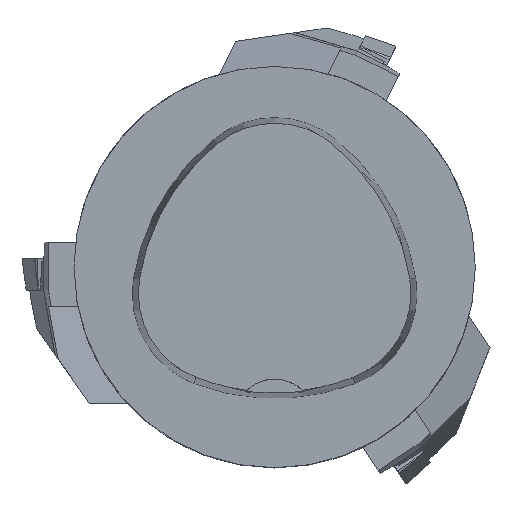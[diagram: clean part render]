
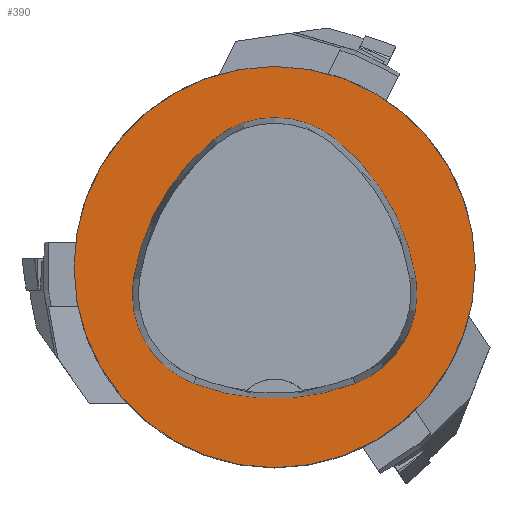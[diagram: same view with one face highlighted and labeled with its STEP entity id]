
A CAD part, top view. The second image highlights one B-rep face of the part: STEP entity #390.
In plain terms, the highlighted planar face has unit normal (0, 0, 1).
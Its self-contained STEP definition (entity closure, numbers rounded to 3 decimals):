
#178=PLANE('',#2269);
#390=ADVANCED_FACE('',(#578,#579),#178,.T.);
#510=CIRCLE('',#2241,25.);
#511=CIRCLE('',#2247,28.);
#513=CIRCLE('',#2250,12.);
#515=CIRCLE('',#2253,28.);
#517=CIRCLE('',#2256,12.);
#521=CIRCLE('',#2261,28.);
#523=CIRCLE('',#2264,12.);
#578=FACE_BOUND('',#625,.T.);
#579=FACE_BOUND('',#626,.T.);
#625=EDGE_LOOP('',(#829,#830,#831,#832,#833,#834));
#626=EDGE_LOOP('',(#835));
#829=ORIENTED_EDGE('',*,*,#1537,.T.);
#830=ORIENTED_EDGE('',*,*,#1517,.T.);
#831=ORIENTED_EDGE('',*,*,#1521,.T.);
#832=ORIENTED_EDGE('',*,*,#1524,.T.);
#833=ORIENTED_EDGE('',*,*,#1527,.T.);
#834=ORIENTED_EDGE('',*,*,#1535,.T.);
#835=ORIENTED_EDGE('',*,*,#1508,.F.);
#1324=VERTEX_POINT('',#3088);
#1333=VERTEX_POINT('',#3107);
#1334=VERTEX_POINT('',#3108);
#1337=VERTEX_POINT('',#3116);
#1339=VERTEX_POINT('',#3122);
#1341=VERTEX_POINT('',#3128);
#1348=VERTEX_POINT('',#3149);
#1508=EDGE_CURVE('',#1324,#1324,#510,.T.);
#1517=EDGE_CURVE('',#1333,#1334,#511,.T.);
#1521=EDGE_CURVE('',#1334,#1337,#513,.T.);
#1524=EDGE_CURVE('',#1337,#1339,#515,.T.);
#1527=EDGE_CURVE('',#1339,#1341,#517,.T.);
#1535=EDGE_CURVE('',#1341,#1348,#521,.T.);
#1537=EDGE_CURVE('',#1348,#1333,#523,.T.);
#2241=AXIS2_PLACEMENT_3D('',#3087,#2477,#2478);
#2247=AXIS2_PLACEMENT_3D('',#3106,#2493,#2494);
#2250=AXIS2_PLACEMENT_3D('',#3115,#2501,#2502);
#2253=AXIS2_PLACEMENT_3D('',#3121,#2508,#2509);
#2256=AXIS2_PLACEMENT_3D('',#3127,#2515,#2516);
#2261=AXIS2_PLACEMENT_3D('',#3150,#2527,#2528);
#2264=AXIS2_PLACEMENT_3D('',#3153,#2533,#2534);
#2269=AXIS2_PLACEMENT_3D('',#3158,#2543,#2544);
#2477=DIRECTION('',(0.,0.,-1.));
#2478=DIRECTION('',(-1.,0.,0.));
#2493=DIRECTION('',(0.,0.,-1.));
#2494=DIRECTION('',(-1.,0.,0.));
#2501=DIRECTION('',(0.,0.,-1.));
#2502=DIRECTION('',(-1.,0.,0.));
#2508=DIRECTION('',(0.,0.,-1.));
#2509=DIRECTION('',(-1.,0.,0.));
#2515=DIRECTION('',(0.,0.,-1.));
#2516=DIRECTION('',(-1.,0.,0.));
#2527=DIRECTION('',(0.,0.,-1.));
#2528=DIRECTION('',(-1.,0.,0.));
#2533=DIRECTION('',(0.,0.,-1.));
#2534=DIRECTION('',(-1.,0.,0.));
#2543=DIRECTION('',(0.,0.,1.));
#2544=DIRECTION('',(1.,0.,0.));
#3087=CARTESIAN_POINT('',(0.,0.,0.));
#3088=CARTESIAN_POINT('',(-25.,0.,0.));
#3106=CARTESIAN_POINT('',(10.068,-5.824,0.));
#3107=CARTESIAN_POINT('',(-17.584,-1.424,0.));
#3108=CARTESIAN_POINT('',(-7.531,15.953,0.));
#3115=CARTESIAN_POINT('',(0.011,6.62,0.));
#3116=CARTESIAN_POINT('',(7.567,15.942,0.));
#3121=CARTESIAN_POINT('',(-10.063,-5.81,0.));
#3122=CARTESIAN_POINT('',(17.59,-1.418,0.));
#3127=CARTESIAN_POINT('',(5.739,-3.3,0.));
#3128=CARTESIAN_POINT('',(10.05,-14.499,0.));
#3149=CARTESIAN_POINT('',(-10.025,-14.516,0.));
#3150=CARTESIAN_POINT('',(-0.01,11.631,0.));
#3153=CARTESIAN_POINT('',(-5.733,-3.31,0.));
#3158=CARTESIAN_POINT('',(0.,0.,0.));
